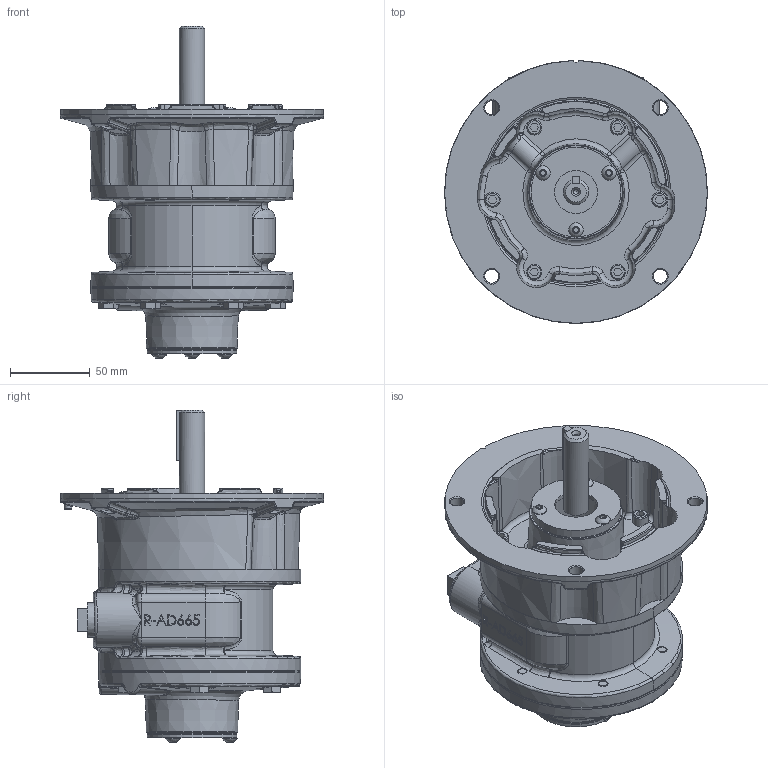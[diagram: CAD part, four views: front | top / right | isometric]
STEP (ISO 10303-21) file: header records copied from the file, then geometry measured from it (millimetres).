
FILE_DESCRIPTION (( 'STEP AP214' ), '1' );
FILE_NAME ('6AM-NRV-22A.STEP', '2025-05-05T19:40:23', ( '' ), ( '' ), 'SwSTEP 2.0', 'SolidWorks 2023', '' );
FILE_SCHEMA (( 'AUTOMOTIVE_DESIGN' ));
Length unit declared in the file: inch
Products named in the file (31): 6AM-RF5; AD643; AE924C; AS269_91306A356; AD667; AD691; AB136; AD641F; AD642F; AD649; AD638A; BB635; AC398; AD642A; AD692; AB519; AD665; AD644; AC849; AD655A; BB634; AS800; 6AM-NRV-22A; AD641B
Assembly tree (34 placements, depth 4):
  AD649
  AD638A
  AD691
  AD692
  AB519
Bounding box: 165.09 x 165.07 x 208.34 mm (x, y, z)
Volume: 752251.9 mm3; surface area: 255914.5 mm2
Topology: 32 solids, 32 shells, 1639 faces, 4084 edges, 2554 vertices
Faces by surface type: bspline 661, plane 395, cylinder 241, cone 195, torus 115, sphere 32
Full cylindrical faces by diameter (mm): 3.048 x1, 4.039 x3, 4.826 x27, 5.156 x3, 5.334 x3, 5.41 x12, 5.588 x3, 6.35 x12, 7.137 x12, 8.763 x4, 9.525 x8, 15.865 x1, 17.78 x2, 26.924 x1, 40.008 x1, 40.081 x1, 50.805 x2, 56.337 x1, 56.363 x2, 82.759 x5, 127 x2
Entity records: 206717 total; most frequent: CARTESIAN_POINT 177876, ORIENTED_EDGE 6786, DIRECTION 4133, EDGE_CURVE 3393, VERTEX_POINT 2192, EDGE_LOOP 1763, AXIS2_PLACEMENT_3D 1716, FACE_OUTER_BOUND 1546
